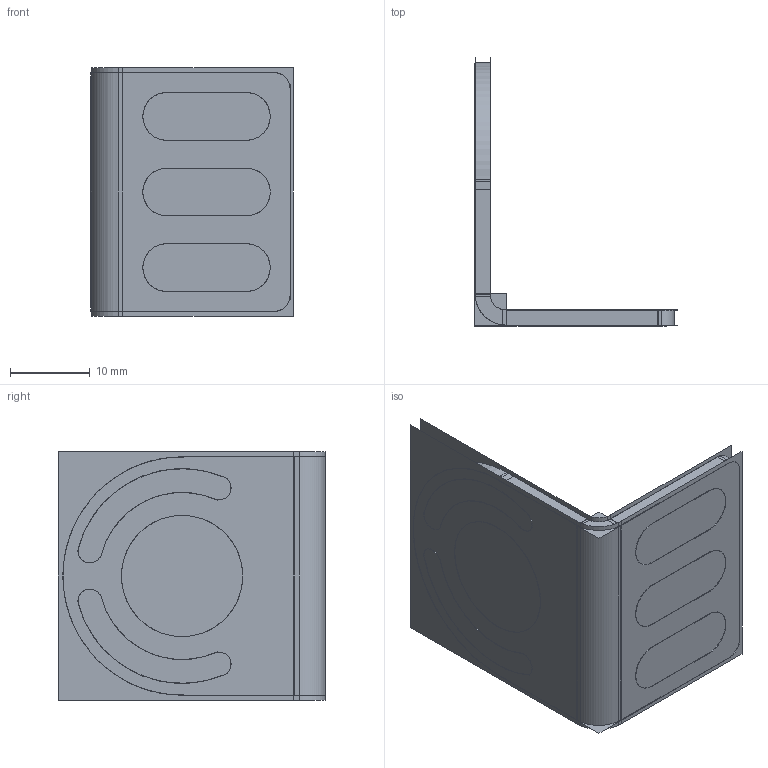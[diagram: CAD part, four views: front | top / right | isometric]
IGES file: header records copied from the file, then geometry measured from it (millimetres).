
Start section:  PTC IGES file: 194779.igs
Global section: file name: 194779.igs; native system: Creo Parametric by Parametric Technology Corporation; preprocessor: 2016010; author: pdmadmin; organization: Unknown; date: 20160419.145423; units: millimetre
Bounding box: 25.5 x 33.66 x 31.2 mm (x, y, z)
Volume: 1826.4 mm3; surface area: 12623.1 mm2
Topology: 1 solids, 1 shells, 76 faces, 394 edges, 500 vertices
Faces by surface type: revolution 42, bspline 34
